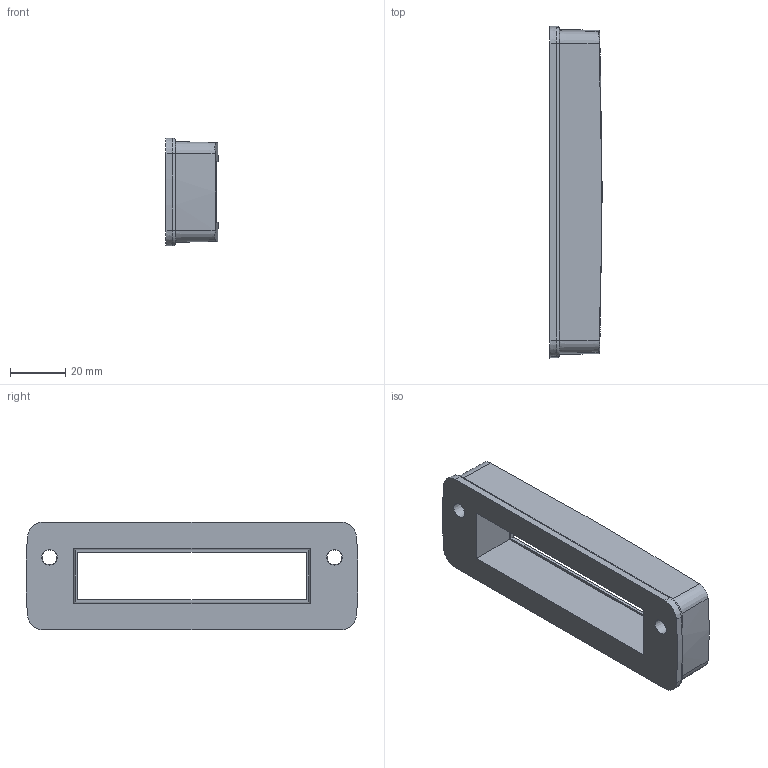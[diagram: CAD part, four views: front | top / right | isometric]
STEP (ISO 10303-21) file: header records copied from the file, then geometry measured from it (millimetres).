
FILE_DESCRIPTION(/* description */ (''),/* implementation_level */ '2;1');
FILE_NAME(/* name */ '28703.4_KDS-SR-FB3-A.stp',/* time_stamp */ '2018-07-12T09:12:37+02:00',/* author */ (''),/* organization */ (''),/* preprocessor_version */ 'ST-DEVELOPER v16',/* originating_system */ 'SIEMENS PLM Software NX 10.0',/* authorisation */ '');
FILE_SCHEMA (('AP203_CONFIGURATION_CONTROLLED_3D_DESIGN_OF_MECHANICAL_PARTS_AND_ASSEMBLIES_MIM_LF { 1 0 10303 403 2 1 2}'));
Length unit declared in the file: millimetre
Products named in the file (1): 28703.4_KDS-SR-FB3-A
Bounding box: 18.91 x 120 x 39 mm (x, y, z)
Volume: 46813.6 mm3; surface area: 16062.9 mm2
Topology: 1 solids, 1 shells, 47 faces, 116 edges, 76 vertices
Faces by surface type: plane 22, cone 16, torus 6, cylinder 2, bspline 1
Entity records: 1506 total; most frequent: CARTESIAN_POINT 321, DIRECTION 226, ORIENTED_EDGE 216, EDGE_CURVE 108, AXIS2_PLACEMENT_3D 85, VERTEX_POINT 72, EDGE_LOOP 62, LINE 56
